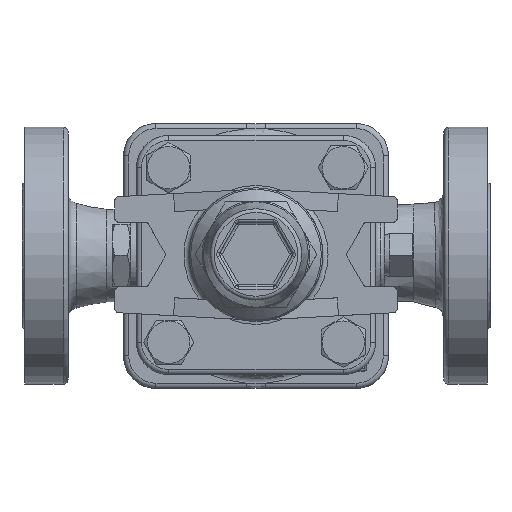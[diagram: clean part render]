
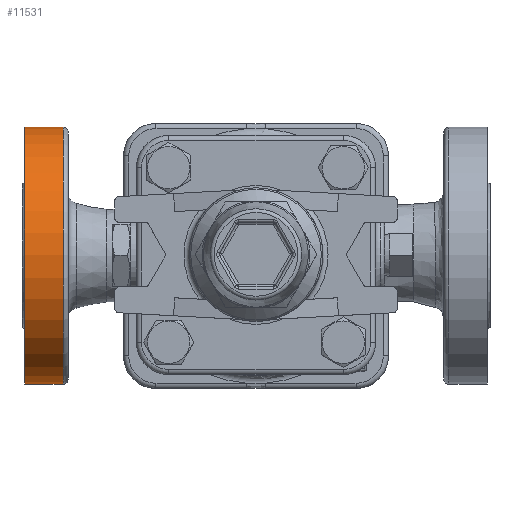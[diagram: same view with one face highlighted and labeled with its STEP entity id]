
A CAD part, top view. The second image highlights one B-rep face of the part: STEP entity #11531.
In plain terms, the highlighted cylindrical face has radius 50 mm (diameter 100 mm), a full revolution.
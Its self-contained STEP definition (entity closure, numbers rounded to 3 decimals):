
#877=CYLINDRICAL_SURFACE('',#12716,50.);
#1100=FACE_BOUND('',#3285,.T.);
#1686=CIRCLE('',#12715,50.);
#1687=CIRCLE('',#12717,50.);
#2407=FACE_OUTER_BOUND('',#3284,.T.);
#3284=EDGE_LOOP('',(#10478));
#3285=EDGE_LOOP('',(#10479));
#5580=VERTEX_POINT('',#33648);
#5581=VERTEX_POINT('',#33651);
#7228=EDGE_CURVE('',#5580,#5580,#1686,.T.);
#7229=EDGE_CURVE('',#5581,#5581,#1687,.T.);
#10478=ORIENTED_EDGE('',*,*,#7229,.T.);
#10479=ORIENTED_EDGE('',*,*,#7228,.F.);
#11531=ADVANCED_FACE('',(#2407,#1100),#877,.T.);
#12715=AXIS2_PLACEMENT_3D('',#33649,#15666,#15667);
#12716=AXIS2_PLACEMENT_3D('',#33650,#15668,#15669);
#12717=AXIS2_PLACEMENT_3D('',#33652,#15670,#15671);
#15666=DIRECTION('center_axis',(1.,0.,0.));
#15667=DIRECTION('ref_axis',(0.,0.,1.));
#15668=DIRECTION('center_axis',(1.,0.,0.));
#15669=DIRECTION('ref_axis',(0.,0.,1.));
#15670=DIRECTION('center_axis',(1.,0.,0.));
#15671=DIRECTION('ref_axis',(0.,0.,1.));
#33648=CARTESIAN_POINT('',(-75.,0.,28.));
#33649=CARTESIAN_POINT('Origin',(-75.,0.,78.));
#33650=CARTESIAN_POINT('Origin',(-73.,0.,78.));
#33651=CARTESIAN_POINT('',(-90.,0.,28.));
#33652=CARTESIAN_POINT('Origin',(-90.,0.,78.));
